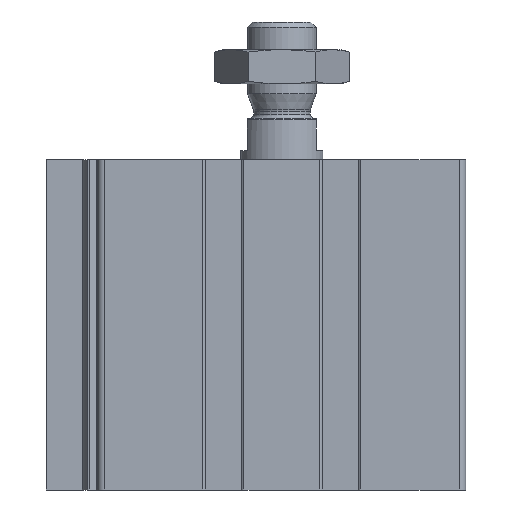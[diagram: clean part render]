
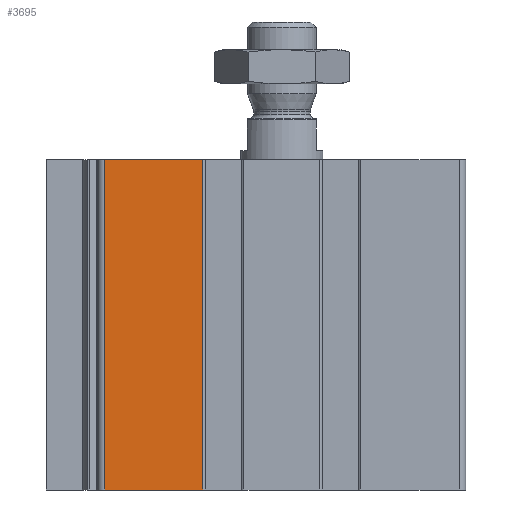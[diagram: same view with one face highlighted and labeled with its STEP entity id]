
A CAD part, left-side view. The second image highlights one B-rep face of the part: STEP entity #3695.
In plain terms, the highlighted planar face has unit normal (-1, 0, 0).
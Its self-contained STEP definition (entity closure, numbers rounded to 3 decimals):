
#276=LINE('',#6121,#558);
#277=LINE('',#6123,#559);
#278=LINE('',#6125,#560);
#279=LINE('',#6127,#561);
#558=VECTOR('',#4952,1000.);
#559=VECTOR('',#4955,1000.);
#560=VECTOR('',#4956,1000.);
#561=VECTOR('',#4957,1000.);
#686=PLANE('',#4074);
#1166=ORIENTED_EDGE('',*,*,#2099,.F.);
#1167=ORIENTED_EDGE('',*,*,#2098,.F.);
#1168=ORIENTED_EDGE('',*,*,#2100,.T.);
#1169=ORIENTED_EDGE('',*,*,#2101,.T.);
#2098=EDGE_CURVE('',#2513,#2512,#276,.T.);
#2099=EDGE_CURVE('',#2512,#2514,#277,.T.);
#2100=EDGE_CURVE('',#2513,#2515,#278,.T.);
#2101=EDGE_CURVE('',#2515,#2514,#279,.T.);
#2512=VERTEX_POINT('',#6118);
#2513=VERTEX_POINT('',#6120);
#2514=VERTEX_POINT('',#6124);
#2515=VERTEX_POINT('',#6126);
#2998=EDGE_LOOP('',(#1166,#1167,#1168,#1169));
#3300=FACE_BOUND('',#2998,.T.);
#3695=ADVANCED_FACE('',(#3300),#686,.T.);
#4074=AXIS2_PLACEMENT_3D('',#6122,#4953,#4954);
#4952=DIRECTION('',(0.,0.,1.));
#4953=DIRECTION('',(-1.,0.,0.));
#4954=DIRECTION('',(0.,0.,1.));
#4955=DIRECTION('',(0.,-1.,0.));
#4956=DIRECTION('',(0.,-1.,0.));
#4957=DIRECTION('',(0.,0.,1.));
#6118=CARTESIAN_POINT('',(-26.75,25.75,0.));
#6120=CARTESIAN_POINT('',(-26.75,25.75,-48.));
#6121=CARTESIAN_POINT('',(-26.75,25.75,-48.));
#6122=CARTESIAN_POINT('',(-26.75,25.75,-48.));
#6123=CARTESIAN_POINT('',(-26.75,25.75,0.));
#6124=CARTESIAN_POINT('',(-26.75,11.5,0.));
#6125=CARTESIAN_POINT('',(-26.75,25.75,-48.));
#6126=CARTESIAN_POINT('',(-26.75,11.5,-48.));
#6127=CARTESIAN_POINT('',(-26.75,11.5,-48.));
